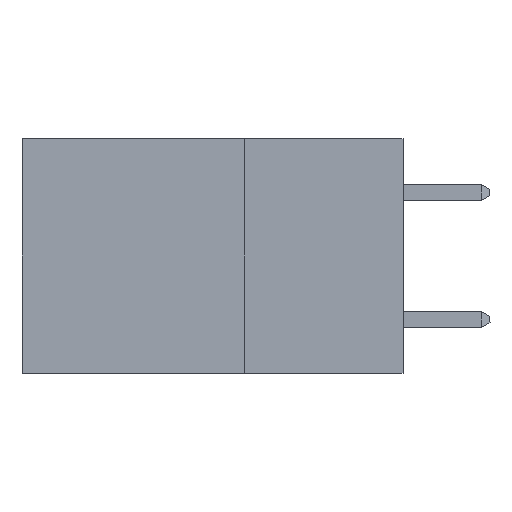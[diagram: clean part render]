
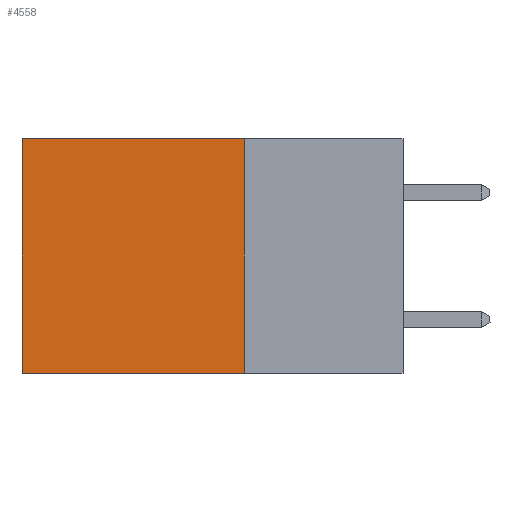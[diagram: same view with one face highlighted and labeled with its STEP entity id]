
A CAD part, left-side view. The second image highlights one B-rep face of the part: STEP entity #4558.
In plain terms, the highlighted planar face has unit normal (-1, 0, 0).
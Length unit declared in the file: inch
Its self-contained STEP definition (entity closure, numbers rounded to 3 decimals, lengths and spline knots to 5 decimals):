
#15 = CARTESIAN_POINT ( 'NONE',  ( 0.2875, 0.25, -0.37 ) ) ;
#245 = EDGE_CURVE ( 'NONE', #1201, #3785, #8667, .T. ) ;
#730 = EDGE_LOOP ( 'NONE', ( #1858, #2043, #2658, #3225 ) ) ;
#1201 = VERTEX_POINT ( 'NONE', #7017 ) ;
#1468 = DIRECTION ( 'NONE',  ( 0., 0., -1. ) ) ;
#1627 = EDGE_CURVE ( 'NONE', #7590, #1201, #8821, .T. ) ;
#1858 = ORIENTED_EDGE ( 'NONE', *, *, #3931, .T. ) ;
#1960 = VERTEX_POINT ( 'NONE', #7953 ) ;
#2043 = ORIENTED_EDGE ( 'NONE', *, *, #245, .F. ) ;
#2658 = ORIENTED_EDGE ( 'NONE', *, *, #1627, .F. ) ;
#2685 = FACE_OUTER_BOUND ( 'NONE', #730, .T. ) ;
#3225 = ORIENTED_EDGE ( 'NONE', *, *, #6833, .T. ) ;
#3365 = CARTESIAN_POINT ( 'NONE',  ( 0.2875, 0.6, 0. ) ) ;
#3369 = VECTOR ( 'NONE', #8599, 39.37008 ) ;
#3405 = CARTESIAN_POINT ( 'NONE',  ( 0.2875, 0.25, 0. ) ) ;
#3785 = VERTEX_POINT ( 'NONE', #5480 ) ;
#3931 = EDGE_CURVE ( 'NONE', #1960, #3785, #6310, .T. ) ;
#3997 = VECTOR ( 'NONE', #7076, 39.37008 ) ;
#4207 = DIRECTION ( 'NONE',  ( 0., 0., -1. ) ) ;
#4237 = DIRECTION ( 'NONE',  ( 1., 0., 0. ) ) ;
#4320 = CARTESIAN_POINT ( 'NONE',  ( 0.2875, 0.25, 0. ) ) ;
#4420 = PLANE ( 'NONE',  #8258 ) ;
#4558 = ADVANCED_FACE ( 'NONE', ( #2685 ), #4420, .F. ) ;
#5131 = CARTESIAN_POINT ( 'NONE',  ( 0.2875, 0.25, 0. ) ) ;
#5161 = VECTOR ( 'NONE', #5852, 39.37008 ) ;
#5480 = CARTESIAN_POINT ( 'NONE',  ( 0.2875, 0.6, -0.37 ) ) ;
#5852 = DIRECTION ( 'NONE',  ( 0., 1., 0. ) ) ;
#6310 = LINE ( 'NONE', #3365, #3997 ) ;
#6679 = CARTESIAN_POINT ( 'NONE',  ( 0.2875, 0.25, 0. ) ) ;
#6833 = EDGE_CURVE ( 'NONE', #7590, #1960, #8591, .T. ) ;
#7017 = CARTESIAN_POINT ( 'NONE',  ( 0.2875, 0.25, -0.37 ) ) ;
#7076 = DIRECTION ( 'NONE',  ( 0., 0., -1. ) ) ;
#7256 = VECTOR ( 'NONE', #1468, 39.37008 ) ;
#7590 = VERTEX_POINT ( 'NONE', #6679 ) ;
#7953 = CARTESIAN_POINT ( 'NONE',  ( 0.2875, 0.6, 0. ) ) ;
#8258 = AXIS2_PLACEMENT_3D ( 'NONE', #4320, #4237, #4207 ) ;
#8591 = LINE ( 'NONE', #5131, #5161 ) ;
#8599 = DIRECTION ( 'NONE',  ( 0., 1., 0. ) ) ;
#8667 = LINE ( 'NONE', #15, #3369 ) ;
#8821 = LINE ( 'NONE', #3405, #7256 ) ;
